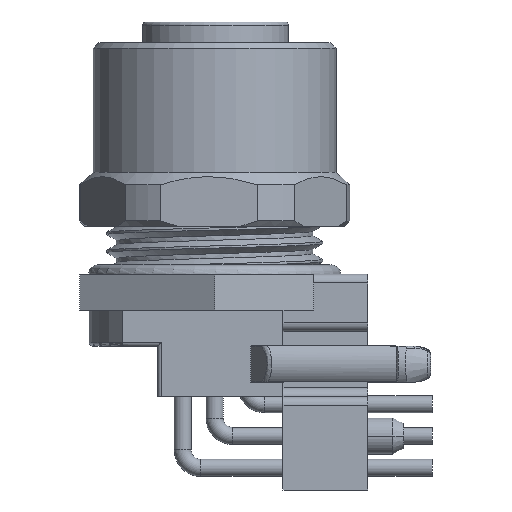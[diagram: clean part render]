
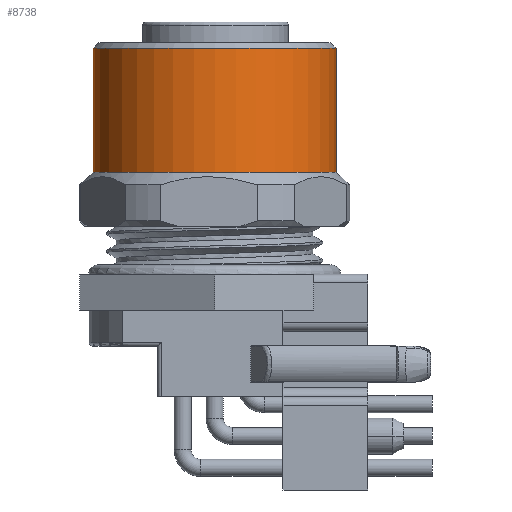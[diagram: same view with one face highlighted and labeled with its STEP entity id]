
A CAD part, left-side view. The second image highlights one B-rep face of the part: STEP entity #8738.
In plain terms, the highlighted cylindrical face has radius 6.75 mm (diameter 13.5 mm), a partial arc.
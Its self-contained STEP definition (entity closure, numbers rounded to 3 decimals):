
#769=CARTESIAN_POINT('',(0.,0.,-1.452));
#770=DIRECTION('',(0.,0.,1.));
#771=DIRECTION('',(0.,1.,0.));
#772=AXIS2_PLACEMENT_3D('',#769,#770,#771);
#784=DIRECTION('',(0.,0.,1.));
#785=VECTOR('',#784,6.9);
#786=CARTESIAN_POINT('',(0.,6.75,-8.352));
#787=LINE('',#786,#785);
#788=DIRECTION('',(0.,0.,1.));
#789=VECTOR('',#788,6.9);
#790=CARTESIAN_POINT('',(0.,-6.75,-8.352));
#791=LINE('',#790,#789);
#792=CARTESIAN_POINT('',(0.,0.,-8.352));
#793=DIRECTION('',(0.,0.,1.));
#794=DIRECTION('',(0.,1.,0.));
#795=AXIS2_PLACEMENT_3D('',#792,#793,#794);
#6376=CARTESIAN_POINT('',(0.,6.75,-8.352));
#6378=VERTEX_POINT('',#6376);
#6379=CARTESIAN_POINT('',(0.,6.75,-1.452));
#6380=VERTEX_POINT('',#6379);
#6388=CARTESIAN_POINT('',(0.,-6.75,-8.352));
#6390=VERTEX_POINT('',#6388);
#6391=CARTESIAN_POINT('',(0.,-6.75,-1.452));
#6392=VERTEX_POINT('',#6391);
#8726=CARTESIAN_POINT('',(0.,0.,-0.642));
#8727=DIRECTION('',(0.,0.,-1.));
#8728=DIRECTION('',(0.,-1.,0.));
#8729=AXIS2_PLACEMENT_3D('',#8726,#8727,#8728);
#8730=CYLINDRICAL_SURFACE('',#8729,6.75);
#8731=ORIENTED_EDGE('',*,*,#8716,.T.);
#8732=ORIENTED_EDGE('',*,*,#8693,.T.);
#8733=ORIENTED_EDGE('',*,*,#8720,.F.);
#8735=ORIENTED_EDGE('',*,*,#8734,.F.);
#8736=EDGE_LOOP('',(#8731,#8732,#8733,#8735));
#8737=FACE_OUTER_BOUND('',#8736,.F.);
#773=CIRCLE('',#772,6.75);
#796=CIRCLE('',#795,6.75);
#8693=EDGE_CURVE('',#6380,#6392,#773,.T.);
#8716=EDGE_CURVE('',#6378,#6380,#787,.T.);
#8720=EDGE_CURVE('',#6390,#6392,#791,.T.);
#8734=EDGE_CURVE('',#6378,#6390,#796,.T.);
#8738=ADVANCED_FACE('',(#8737),#8730,.T.);
